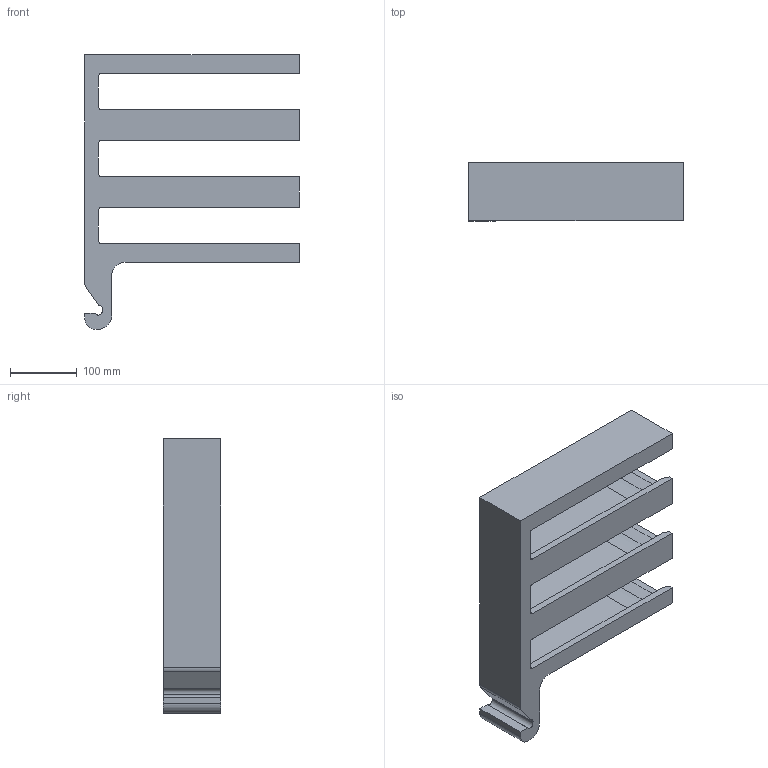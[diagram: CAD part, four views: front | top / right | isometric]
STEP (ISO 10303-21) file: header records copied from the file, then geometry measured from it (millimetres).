
FILE_DESCRIPTION(/* description */ (''),/* implementation_level */ '2;1');
FILE_NAME(/* name */ 'FRAME.step',/* time_stamp */ '2024-11-05T15:26:29-05:00',/* author */ (''),/* organization */ (''),/* preprocessor_version */ 'ST-DEVELOPER v20',/* originating_system */ 'Autodesk Translation Framework v13.20.0.188',/* authorisation */ '');
FILE_SCHEMA (('AUTOMOTIVE_DESIGN { 1 0 10303 214 3 1 1 }'));
Length unit declared in the file: millimetre
Products named in the file (1): FusionComponent
Bounding box: 320 x 86 x 410 mm (x, y, z)
Volume: 3636620.6 mm3; surface area: 417366.6 mm2
Topology: 1 solids, 1 shells, 95 faces, 267 edges, 174 vertices
Faces by surface type: plane 71, cylinder 24
Entity records: 3073 total; most frequent: CARTESIAN_POINT 537, ORIENTED_EDGE 534, DIRECTION 507, EDGE_CURVE 267, LINE 219, VECTOR 219, VERTEX_POINT 174, AXIS2_PLACEMENT_3D 144
